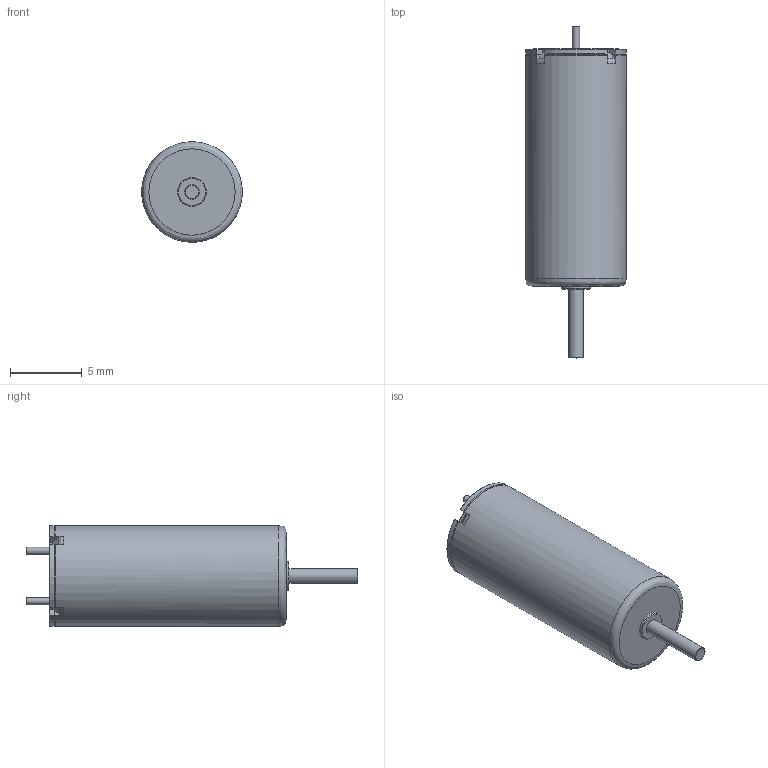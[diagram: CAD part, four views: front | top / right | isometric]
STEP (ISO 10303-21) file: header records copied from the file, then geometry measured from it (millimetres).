
FILE_DESCRIPTION(/* description */ ('STEP AP242','CAx-IF Rec.Pracs.---Representation and Presentation of Product Manufacturing Information (PMI)---4.0---2014-10-13','CAx-IF Rec.Pracs.---3D Tessellated Geometry---0.4---2014-09-14','2;1'),/* implementation_level */ '2;1');
FILE_NAME(/* name */ '68e7bf5e6fc4915c21a15206',/* time_stamp */ '2025-10-09T13:57:50Z',/* author */ (''),/* organization */ (''),/* preprocessor_version */ 'ST-DEVELOPER v20',/* originating_system */ 'ONSHAPE BY PTC INC, 1.204',/* authorisation */ ' ');
FILE_SCHEMA (('AP242_MANAGED_MODEL_BASED_3D_ENGINEERING_MIM_LF { 1 0 10303 442 1 1 4 }'));
Length unit declared in the file: metre
Products named in the file (1): Coreless_Motor_716
Bounding box: 7 x 23.1 x 7 mm (x, y, z)
Volume: 637.9 mm3; surface area: 458.3 mm2
Topology: 1 solids, 1 shells, 84 faces, 209 edges, 131 vertices
Faces by surface type: plane 54, cone 16, cylinder 9, bspline 5
Full cylindrical faces by diameter (mm): 0.5 x2, 1 x1, 2 x1, 7 x1
Entity records: 2908 total; most frequent: CARTESIAN_POINT 674, ORIENTED_EDGE 388, DIRECTION 336, EDGE_CURVE 194, VERTEX_POINT 126, LINE 112, VECTOR 112, AXIS2_PLACEMENT_3D 112
